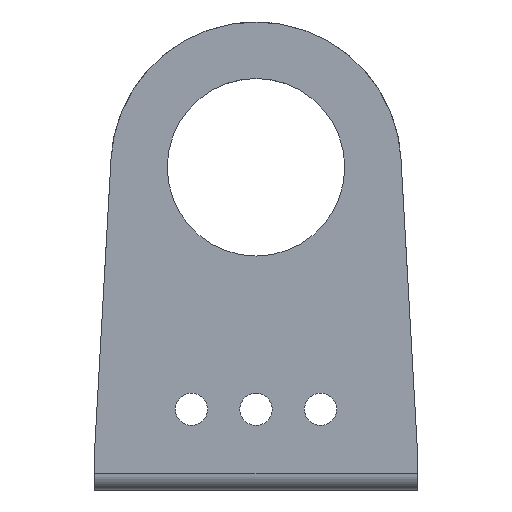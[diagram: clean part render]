
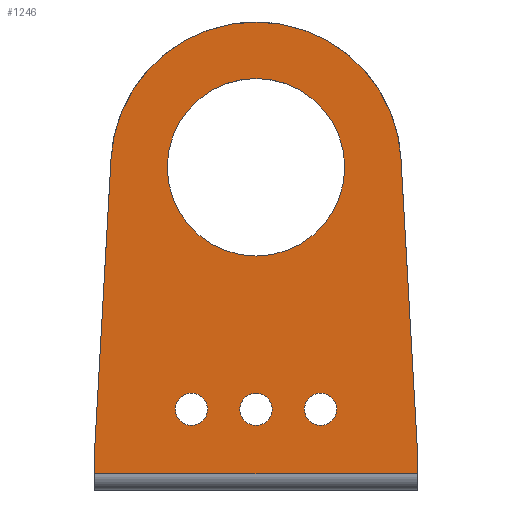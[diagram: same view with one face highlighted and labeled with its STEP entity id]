
A CAD part, front view. The second image highlights one B-rep face of the part: STEP entity #1246.
In plain terms, the highlighted planar face has unit normal (0, -1, 0).
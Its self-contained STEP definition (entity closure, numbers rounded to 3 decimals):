
#150=CARTESIAN_POINT('Axis2P3D Location',(0.,0.,0.)) ;
#154=CARTESIAN_POINT('Vertex',(-11.,0.,0.)) ;
#156=CARTESIAN_POINT('Vertex',(11.,0.,0.)) ;
#189=CARTESIAN_POINT('Axis2P3D Location',(0.,0.,0.)) ;
#604=CARTESIAN_POINT('Vertex',(20.,0.,-38.)) ;
#637=CARTESIAN_POINT('Vertex',(20.,0.,-35.)) ;
#640=CARTESIAN_POINT('Line Origine',(20.,0.,-36.5)) ;
#794=CARTESIAN_POINT('Vertex',(-20.,0.,-38.)) ;
#797=CARTESIAN_POINT('Line Origine',(0.,0.,-38.)) ;
#959=CARTESIAN_POINT('Line Origine',(-20.,0.,-36.5)) ;
#963=CARTESIAN_POINT('Vertex',(-20.,0.,-35.)) ;
#1011=CARTESIAN_POINT('Axis2P3D Location',(0.,0.,-30.)) ;
#1015=CARTESIAN_POINT('Vertex',(2.,0.,-30.)) ;
#1017=CARTESIAN_POINT('Vertex',(-2.,0.,-30.)) ;
#1037=CARTESIAN_POINT('Axis2P3D Location',(0.,0.,-30.)) ;
#1054=CARTESIAN_POINT('Axis2P3D Location',(-8.,0.,-30.)) ;
#1058=CARTESIAN_POINT('Vertex',(-6.,0.,-30.)) ;
#1060=CARTESIAN_POINT('Vertex',(-10.,0.,-30.)) ;
#1080=CARTESIAN_POINT('Axis2P3D Location',(-8.,0.,-30.)) ;
#1097=CARTESIAN_POINT('Axis2P3D Location',(8.,0.,-30.)) ;
#1101=CARTESIAN_POINT('Vertex',(10.,0.,-30.)) ;
#1103=CARTESIAN_POINT('Vertex',(6.,0.,-30.)) ;
#1123=CARTESIAN_POINT('Axis2P3D Location',(8.,0.,-30.)) ;
#1165=CARTESIAN_POINT('Vertex',(17.972,0.,1.012)) ;
#1168=CARTESIAN_POINT('Line Origine',(18.986,0.,-16.994)) ;
#1189=CARTESIAN_POINT('Line Origine',(-18.986,0.,-16.994)) ;
#1193=CARTESIAN_POINT('Vertex',(-17.972,0.,1.012)) ;
#1212=CARTESIAN_POINT('Axis2P3D Location',(0.,0.,0.)) ;
#1217=CARTESIAN_POINT('Axis2P3D Location',(0.,0.,0.)) ;
#151=DIRECTION('Axis2P3D Direction',(0.,1.,-0.)) ;
#190=DIRECTION('Axis2P3D Direction',(0.,1.,-0.)) ;
#641=DIRECTION('Vector Direction',(0.,0.,-1.)) ;
#798=DIRECTION('Vector Direction',(-1.,0.,0.)) ;
#960=DIRECTION('Vector Direction',(0.,0.,-1.)) ;
#1012=DIRECTION('Axis2P3D Direction',(0.,1.,-0.)) ;
#1038=DIRECTION('Axis2P3D Direction',(0.,1.,-0.)) ;
#1055=DIRECTION('Axis2P3D Direction',(0.,1.,-0.)) ;
#1081=DIRECTION('Axis2P3D Direction',(0.,1.,-0.)) ;
#1098=DIRECTION('Axis2P3D Direction',(0.,1.,-0.)) ;
#1124=DIRECTION('Axis2P3D Direction',(0.,1.,-0.)) ;
#1169=DIRECTION('Vector Direction',(-0.056,0.,0.998)) ;
#1190=DIRECTION('Vector Direction',(0.056,0.,0.998)) ;
#1213=DIRECTION('Axis2P3D Direction',(0.,1.,-0.)) ;
#1214=DIRECTION('Axis2P3D XDirection',(-1.,0.,0.)) ;
#1218=DIRECTION('Axis2P3D Direction',(0.,1.,-0.)) ;
#152=AXIS2_PLACEMENT_3D('Circle Axis2P3D',#150,#151,$) ;
#191=AXIS2_PLACEMENT_3D('Circle Axis2P3D',#189,#190,$) ;
#1013=AXIS2_PLACEMENT_3D('Circle Axis2P3D',#1011,#1012,$) ;
#1039=AXIS2_PLACEMENT_3D('Circle Axis2P3D',#1037,#1038,$) ;
#1056=AXIS2_PLACEMENT_3D('Circle Axis2P3D',#1054,#1055,$) ;
#1082=AXIS2_PLACEMENT_3D('Circle Axis2P3D',#1080,#1081,$) ;
#1099=AXIS2_PLACEMENT_3D('Circle Axis2P3D',#1097,#1098,$) ;
#1125=AXIS2_PLACEMENT_3D('Circle Axis2P3D',#1123,#1124,$) ;
#1215=AXIS2_PLACEMENT_3D('Plane Axis2P3D',#1212,#1213,#1214) ;
#1219=AXIS2_PLACEMENT_3D('Circle Axis2P3D',#1217,#1218,$) ;
#1223=ORIENTED_EDGE('',*,*,#801,.F.) ;
#1224=ORIENTED_EDGE('',*,*,#644,.F.) ;
#1225=ORIENTED_EDGE('',*,*,#1172,.T.) ;
#1226=ORIENTED_EDGE('',*,*,#1221,.T.) ;
#1227=ORIENTED_EDGE('',*,*,#1195,.T.) ;
#1228=ORIENTED_EDGE('',*,*,#965,.T.) ;
#1231=ORIENTED_EDGE('',*,*,#158,.T.) ;
#1232=ORIENTED_EDGE('',*,*,#193,.T.) ;
#1235=ORIENTED_EDGE('',*,*,#1127,.T.) ;
#1236=ORIENTED_EDGE('',*,*,#1105,.T.) ;
#1239=ORIENTED_EDGE('',*,*,#1062,.T.) ;
#1240=ORIENTED_EDGE('',*,*,#1084,.T.) ;
#1243=ORIENTED_EDGE('',*,*,#1019,.T.) ;
#1244=ORIENTED_EDGE('',*,*,#1041,.T.) ;
#1233=FACE_BOUND('',#1230,.T.) ;
#1237=FACE_BOUND('',#1234,.T.) ;
#1241=FACE_BOUND('',#1238,.T.) ;
#1245=FACE_BOUND('',#1242,.T.) ;
#642=VECTOR('Line Direction',#641,1.) ;
#799=VECTOR('Line Direction',#798,1.) ;
#961=VECTOR('Line Direction',#960,1.) ;
#1170=VECTOR('Line Direction',#1169,1.) ;
#1191=VECTOR('Line Direction',#1190,1.) ;
#1246=ADVANCED_FACE('PartBody',(#1229,#1233,#1237,#1241,#1245),#1216,.F.) ;
#153=CIRCLE('generated circle',#152,11.) ;
#192=CIRCLE('generated circle',#191,11.) ;
#1014=CIRCLE('generated circle',#1013,2.) ;
#1040=CIRCLE('generated circle',#1039,2.) ;
#1057=CIRCLE('generated circle',#1056,2.) ;
#1083=CIRCLE('generated circle',#1082,2.) ;
#1100=CIRCLE('generated circle',#1099,2.) ;
#1126=CIRCLE('generated circle',#1125,2.) ;
#1220=CIRCLE('generated circle',#1219,18.) ;
#158=EDGE_CURVE('',#155,#157,#153,.T.) ;
#193=EDGE_CURVE('',#157,#155,#192,.T.) ;
#644=EDGE_CURVE('',#638,#605,#643,.T.) ;
#801=EDGE_CURVE('',#605,#795,#800,.T.) ;
#965=EDGE_CURVE('',#964,#795,#962,.T.) ;
#1019=EDGE_CURVE('',#1016,#1018,#1014,.T.) ;
#1041=EDGE_CURVE('',#1018,#1016,#1040,.T.) ;
#1062=EDGE_CURVE('',#1059,#1061,#1057,.T.) ;
#1084=EDGE_CURVE('',#1061,#1059,#1083,.T.) ;
#1105=EDGE_CURVE('',#1102,#1104,#1100,.T.) ;
#1127=EDGE_CURVE('',#1104,#1102,#1126,.T.) ;
#1172=EDGE_CURVE('',#638,#1166,#1171,.T.) ;
#1195=EDGE_CURVE('',#1194,#964,#1192,.F.) ;
#1221=EDGE_CURVE('',#1166,#1194,#1220,.F.) ;
#1222=EDGE_LOOP('',(#1223,#1224,#1225,#1226,#1227,#1228)) ;
#1230=EDGE_LOOP('',(#1231,#1232)) ;
#1234=EDGE_LOOP('',(#1235,#1236)) ;
#1238=EDGE_LOOP('',(#1239,#1240)) ;
#1242=EDGE_LOOP('',(#1243,#1244)) ;
#1229=FACE_OUTER_BOUND('',#1222,.T.) ;
#643=LINE('Line',#640,#642) ;
#800=LINE('Line',#797,#799) ;
#962=LINE('Line',#959,#961) ;
#1171=LINE('Line',#1168,#1170) ;
#1192=LINE('Line',#1189,#1191) ;
#1216=PLANE('Plane',#1215) ;
#155=VERTEX_POINT('',#154) ;
#157=VERTEX_POINT('',#156) ;
#605=VERTEX_POINT('',#604) ;
#638=VERTEX_POINT('',#637) ;
#795=VERTEX_POINT('',#794) ;
#964=VERTEX_POINT('',#963) ;
#1016=VERTEX_POINT('',#1015) ;
#1018=VERTEX_POINT('',#1017) ;
#1059=VERTEX_POINT('',#1058) ;
#1061=VERTEX_POINT('',#1060) ;
#1102=VERTEX_POINT('',#1101) ;
#1104=VERTEX_POINT('',#1103) ;
#1166=VERTEX_POINT('',#1165) ;
#1194=VERTEX_POINT('',#1193) ;
